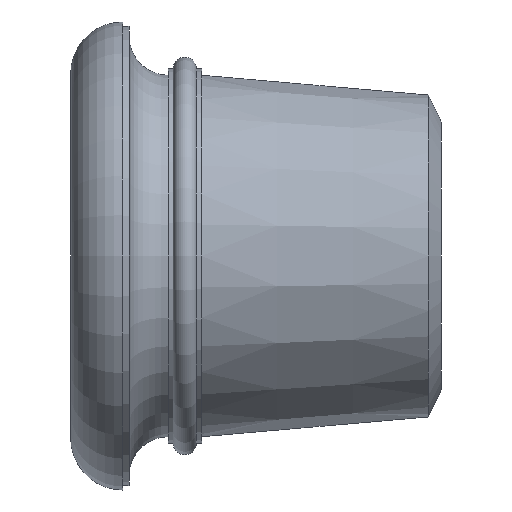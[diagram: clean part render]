
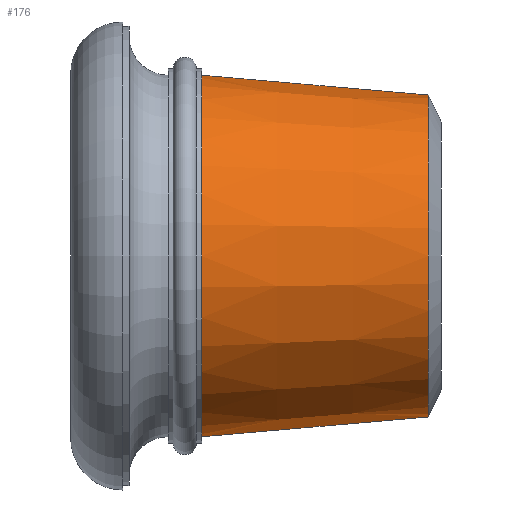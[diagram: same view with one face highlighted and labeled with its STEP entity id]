
A CAD part, left-side view. The second image highlights one B-rep face of the part: STEP entity #176.
In plain terms, the highlighted conical face has half-angle 5 degrees and reference radius 251 mm.
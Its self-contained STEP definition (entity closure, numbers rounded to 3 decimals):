
#52 = AXIS2_PLACEMENT_3D ( 'NONE', #238, #365, #122 ) ;
#75 = CARTESIAN_POINT ( 'NONE',  ( 0., 374., 281.971 ) ) ;
#122 = DIRECTION ( 'NONE',  ( 0., 0., 1. ) ) ;
#123 = ORIENTED_EDGE ( 'NONE', *, *, #338, .F. ) ;
#138 = EDGE_CURVE ( 'NONE', #676, #693, #443, .T. ) ;
#148 = CARTESIAN_POINT ( 'NONE',  ( 0., 374., 0. ) ) ;
#176 = ADVANCED_FACE ( 'NONE', ( #560 ), #773, .T. ) ;
#204 = CIRCLE ( 'NONE', #727, 281.971 ) ;
#238 = CARTESIAN_POINT ( 'NONE',  ( 0., 20., 0. ) ) ;
#249 = EDGE_LOOP ( 'NONE', ( #526, #551, #681, #123 ) ) ;
#266 = EDGE_CURVE ( 'NONE', #693, #721, #302, .T. ) ;
#273 = DIRECTION ( 'NONE',  ( 0., 1., 0. ) ) ;
#277 = VECTOR ( 'NONE', #754, 1000. ) ;
#302 = LINE ( 'NONE', #823, #277 ) ;
#322 = CARTESIAN_POINT ( 'NONE',  ( 0., 20., -251. ) ) ;
#336 = DIRECTION ( 'NONE',  ( 0., 0., 1. ) ) ;
#338 = EDGE_CURVE ( 'NONE', #634, #721, #204, .T. ) ;
#365 = DIRECTION ( 'NONE',  ( 0., 1., 0. ) ) ;
#383 = DIRECTION ( 'NONE',  ( 0., 0.996, -0.087 ) ) ;
#443 = CIRCLE ( 'NONE', #748, 251. ) ;
#475 = DIRECTION ( 'NONE',  ( 0., 1., 0. ) ) ;
#524 = CARTESIAN_POINT ( 'NONE',  ( 0., 374., -281.971 ) ) ;
#526 = ORIENTED_EDGE ( 'NONE', *, *, #799, .F. ) ;
#536 = CARTESIAN_POINT ( 'NONE',  ( 0., 20., 0. ) ) ;
#551 = ORIENTED_EDGE ( 'NONE', *, *, #138, .T. ) ;
#560 = FACE_OUTER_BOUND ( 'NONE', #249, .T. ) ;
#612 = VECTOR ( 'NONE', #383, 1000. ) ;
#629 = DIRECTION ( 'NONE',  ( 0., 0., 1. ) ) ;
#634 = VERTEX_POINT ( 'NONE', #524 ) ;
#676 = VERTEX_POINT ( 'NONE', #680 ) ;
#680 = CARTESIAN_POINT ( 'NONE',  ( 0., 20., -251. ) ) ;
#681 = ORIENTED_EDGE ( 'NONE', *, *, #266, .T. ) ;
#693 = VERTEX_POINT ( 'NONE', #800 ) ;
#721 = VERTEX_POINT ( 'NONE', #75 ) ;
#727 = AXIS2_PLACEMENT_3D ( 'NONE', #148, #273, #336 ) ;
#748 = AXIS2_PLACEMENT_3D ( 'NONE', #536, #475, #629 ) ;
#754 = DIRECTION ( 'NONE',  ( 0., 0.996, 0.087 ) ) ;
#773 = CONICAL_SURFACE ( 'NONE', #52, 251., 0.087 ) ;
#783 = LINE ( 'NONE', #322, #612 ) ;
#799 = EDGE_CURVE ( 'NONE', #676, #634, #783, .T. ) ;
#800 = CARTESIAN_POINT ( 'NONE',  ( 0., 20., 251. ) ) ;
#823 = CARTESIAN_POINT ( 'NONE',  ( 0., 20., 251. ) ) ;
